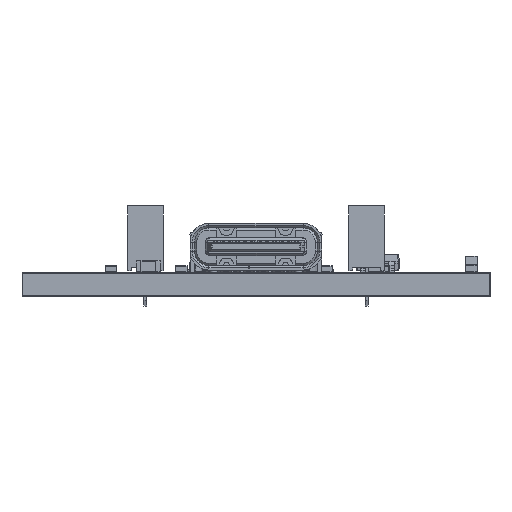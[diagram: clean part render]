
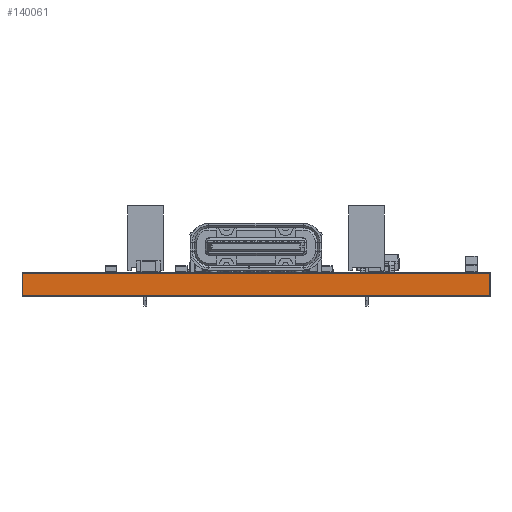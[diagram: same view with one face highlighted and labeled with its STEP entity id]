
A CAD part, left-side view. The second image highlights one B-rep face of the part: STEP entity #140061.
In plain terms, the highlighted planar face has unit normal (-1, 0, 0).
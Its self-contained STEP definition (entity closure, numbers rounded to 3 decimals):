
#140005 = VERTEX_POINT('',#140006);
#140006 = CARTESIAN_POINT('',(123.508,-113.03,1.51));
#140012 = EDGE_CURVE('',#140013,#140005,#140015,.T.);
#140013 = VERTEX_POINT('',#140014);
#140014 = CARTESIAN_POINT('',(123.508,-113.03,0.));
#140015 = LINE('',#140016,#140017);
#140016 = CARTESIAN_POINT('',(123.508,-113.03,0.));
#140017 = VECTOR('',#140018,1.);
#140018 = DIRECTION('',(0.,0.,1.));
#140061 = ADVANCED_FACE('',(#140062),#140087,.T.);
#140062 = FACE_BOUND('',#140063,.T.);
#140063 = EDGE_LOOP('',(#140064,#140065,#140073,#140081));
#140064 = ORIENTED_EDGE('',*,*,#140012,.T.);
#140065 = ORIENTED_EDGE('',*,*,#140066,.T.);
#140066 = EDGE_CURVE('',#140005,#140067,#140069,.T.);
#140067 = VERTEX_POINT('',#140068);
#140068 = CARTESIAN_POINT('',(123.508,-81.28,1.51));
#140069 = LINE('',#140070,#140071);
#140070 = CARTESIAN_POINT('',(123.508,-113.03,1.51));
#140071 = VECTOR('',#140072,1.);
#140072 = DIRECTION('',(0.,1.,0.));
#140073 = ORIENTED_EDGE('',*,*,#140074,.F.);
#140074 = EDGE_CURVE('',#140075,#140067,#140077,.T.);
#140075 = VERTEX_POINT('',#140076);
#140076 = CARTESIAN_POINT('',(123.508,-81.28,0.));
#140077 = LINE('',#140078,#140079);
#140078 = CARTESIAN_POINT('',(123.508,-81.28,0.));
#140079 = VECTOR('',#140080,1.);
#140080 = DIRECTION('',(0.,0.,1.));
#140081 = ORIENTED_EDGE('',*,*,#140082,.F.);
#140082 = EDGE_CURVE('',#140013,#140075,#140083,.T.);
#140083 = LINE('',#140084,#140085);
#140084 = CARTESIAN_POINT('',(123.508,-113.03,0.));
#140085 = VECTOR('',#140086,1.);
#140086 = DIRECTION('',(0.,1.,0.));
#140087 = PLANE('',#140088);
#140088 = AXIS2_PLACEMENT_3D('',#140089,#140090,#140091);
#140089 = CARTESIAN_POINT('',(123.508,-113.03,0.));
#140090 = DIRECTION('',(-1.,0.,0.));
#140091 = DIRECTION('',(0.,1.,0.));
